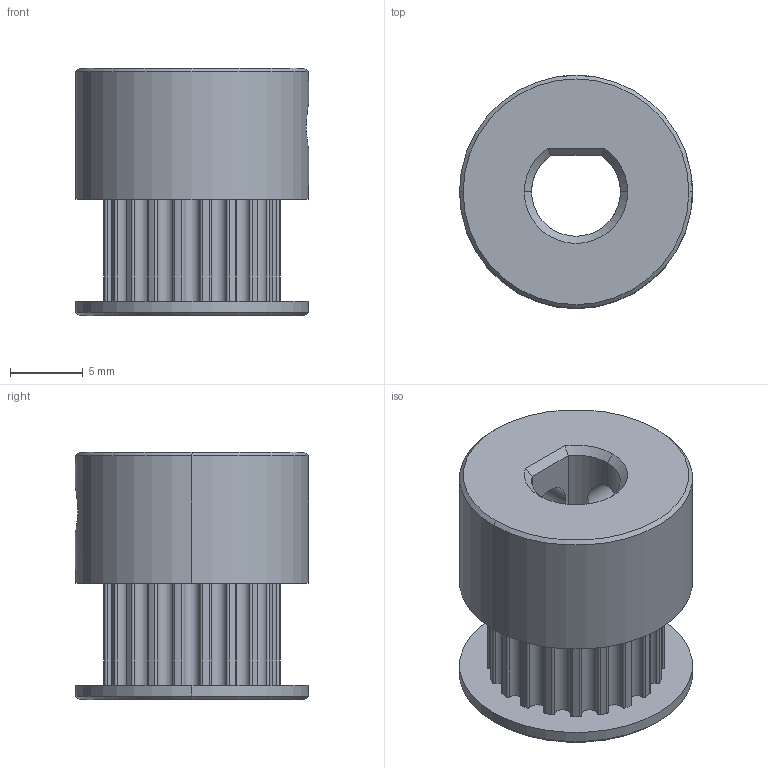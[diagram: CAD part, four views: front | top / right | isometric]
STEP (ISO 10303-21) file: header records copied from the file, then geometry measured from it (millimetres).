
FILE_DESCRIPTION (( 'STEP AP214' ), '1' );
FILE_NAME ('GT2 Pulley 20 Tooth (ID6mm).STEP', '2022-11-14T20:43:27', ( '' ), ( '' ), 'SwSTEP 2.0', 'SolidWorks 2022', '' );
FILE_SCHEMA (( 'AUTOMOTIVE_DESIGN' ));
Length unit declared in the file: millimetre
Products named in the file (1): GT2 Pulley 20 Tooth (ID6mm)
Bounding box: 16 x 16 x 17 mm (x, y, z)
Volume: 2176.4 mm3; surface area: 1793.5 mm2
Topology: 1 solids, 1 shells, 133 faces, 377 edges, 246 vertices
Faces by surface type: cylinder 116, cone 10, plane 7
Entity records: 4627 total; most frequent: CARTESIAN_POINT 919, DIRECTION 871, ORIENTED_EDGE 754, EDGE_CURVE 377, AXIS2_PLACEMENT_3D 370, VERTEX_POINT 246, CIRCLE 236, EDGE_LOOP 139
